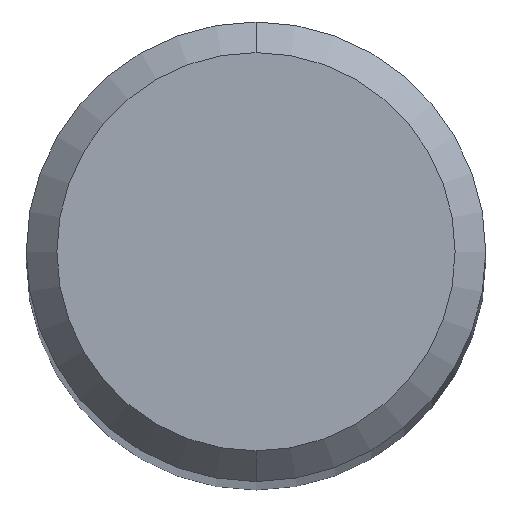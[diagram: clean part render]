
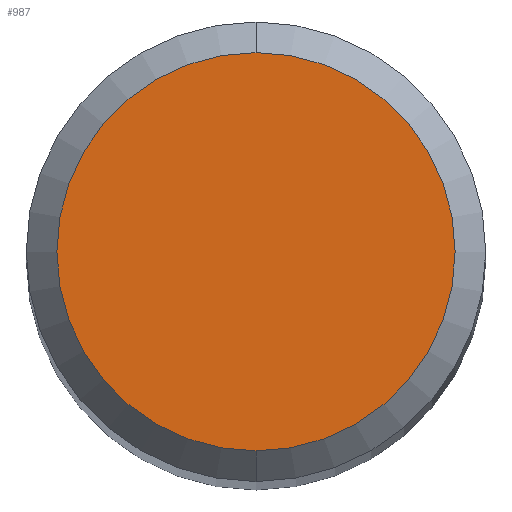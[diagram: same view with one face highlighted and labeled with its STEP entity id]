
A CAD part, top view. The second image highlights one B-rep face of the part: STEP entity #987.
In plain terms, the highlighted planar face has unit normal (0, 0, 1).
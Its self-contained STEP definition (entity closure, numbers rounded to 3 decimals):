
#403=EDGE_CURVE('',#989,#651,#1151,.T.);
#651=VERTEX_POINT('',#1421);
#845=EDGE_CURVE('',#651,#989,#1629,.T.);
#987=ADVANCED_FACE('',(#1783),#1784,.T.);
#989=VERTEX_POINT('',#1786);
#1151=CIRCLE('',#1985,2.6);
#1421=CARTESIAN_POINT('',(0.,-2.6,0.0));
#1629=CIRCLE('',#4026,2.6);
#1783=FACE_OUTER_BOUND('',#4607,.T.);
#1784=PLANE('',#4608);
#1786=CARTESIAN_POINT('',(0.0,2.6,0.0));
#1985=AXIS2_PLACEMENT_3D('',#5376,#5377,#5378);
#4026=AXIS2_PLACEMENT_3D('',#5900,#5901,#5902);
#4607=EDGE_LOOP('',(#6060,#6061));
#4608=AXIS2_PLACEMENT_3D('',#6062,#6063,#6064);
#5376=CARTESIAN_POINT('',(0.0,0.0,0.0));
#5377=DIRECTION('',(0.0,0.0,-1.0));
#5378=DIRECTION('',(0.0,1.0,0.0));
#5900=CARTESIAN_POINT('',(0.0,0.0,0.0));
#5901=DIRECTION('',(0.0,0.0,-1.0));
#5902=DIRECTION('',(0.0,1.0,0.0));
#6060=ORIENTED_EDGE('',*,*,#403,.F.);
#6061=ORIENTED_EDGE('',*,*,#845,.F.);
#6062=CARTESIAN_POINT('',(0.0,1.3,0.0));
#6063=DIRECTION('',(-0.0,0.0,1.0));
#6064=DIRECTION('',(0.0,-1.0,0.0));
